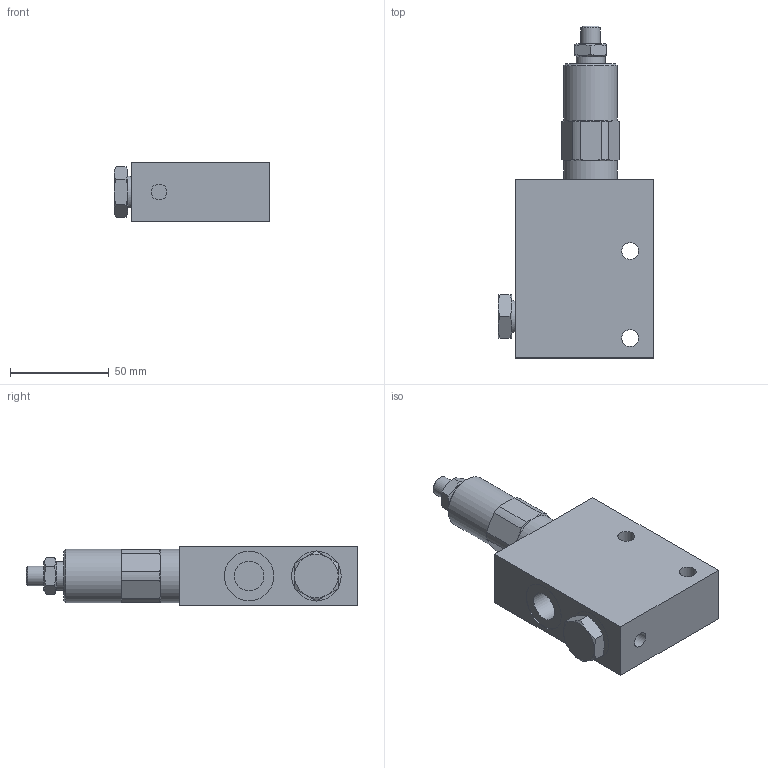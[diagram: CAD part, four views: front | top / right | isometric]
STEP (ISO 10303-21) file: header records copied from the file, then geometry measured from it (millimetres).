
FILE_DESCRIPTION(/* description */ ('Unknown'),/* implementation_level */ '2;1');
FILE_NAME(/* name */ 'V0705',/* time_stamp */ '2018-03-20T08:16:16+01:00',/* author */ ('Unknown'),/* organization */ ('Unknown'),/* preprocessor_version */ 'ST-DEVELOPER v16',/* originating_system */ 'DEX',/* authorisation */ $);
FILE_SCHEMA (('AUTOMOTIVE_DESIGN {1 0 10303 214 3 1 1}'));
Length unit declared in the file: millimetre
Products named in the file (1): V0705
Bounding box: 78.7 x 167.7 x 30 mm (x, y, z)
Volume: 216035.6 mm3; surface area: 33483.5 mm2
Topology: 1 solids, 1 shells, 98 faces, 213 edges, 132 vertices
Faces by surface type: plane 45, cone 30, cylinder 23
Full cylindrical faces by diameter (mm): 8 x1, 8.5 x2, 10 x1, 14.5 x1, 14.63 x1, 14.95 x4, 25 x4, 27 x2, 28 x1
Entity records: 3154 total; most frequent: CARTESIAN_POINT 546, DIRECTION 390, ORIENTED_EDGE 372, EDGE_CURVE 186, AXIS2_PLACEMENT_3D 171, FACE_BOUND 141, EDGE_LOOP 140, VERTEX_POINT 129
